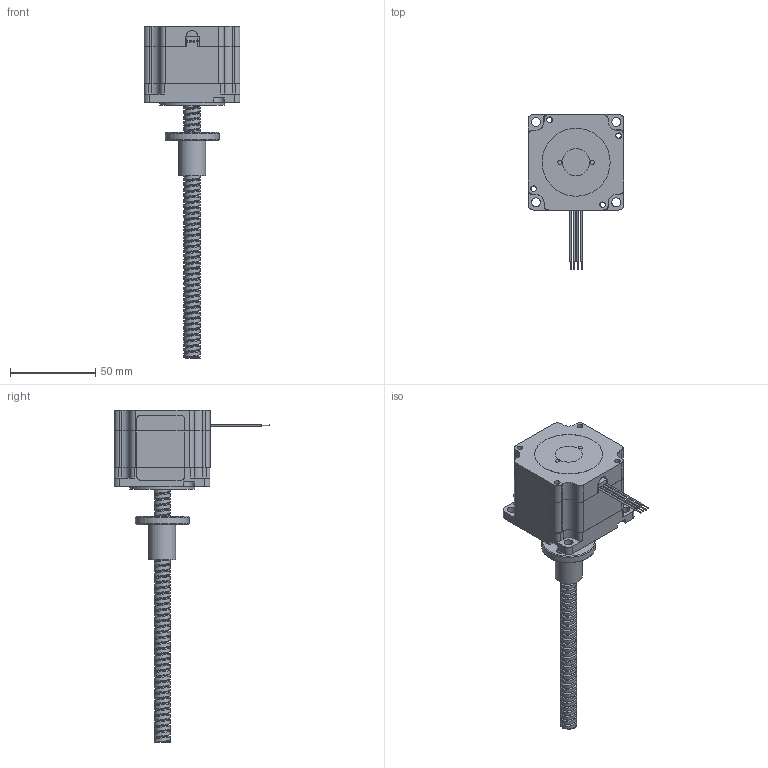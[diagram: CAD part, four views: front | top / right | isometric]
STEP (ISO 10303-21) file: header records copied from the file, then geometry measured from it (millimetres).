
FILE_DESCRIPTION(/* description */ (''),/* implementation_level */ '2;1');
FILE_NAME(/* name */ '23E21-150.stp',/* time_stamp */ '2020-08-06T10:16:14+08:00',/* author */ ('gj5217'),/* organization */ (''),/* preprocessor_version */ 'ST-DEVELOPER v16.1',/* originating_system */ 'Autodesk Inventor 2016',/* authorisation */ '');
FILE_SCHEMA (('AUTOMOTIVE_DESIGN { 1 0 10303 214 3 1 1 }'));
Length unit declared in the file: millimetre
Products named in the file (9): 02-026; 01-011; 06-009; 零件1; 06-019-2; 01-012(后盖); 57铭牌; 57单厚标签; 装配体3
Assembly tree (8 placements, depth 2):
  装配体3
    02-026
    01-011
    06-009
    零件1
    06-019-2
    01-012(后盖)
    57铭牌
    57单厚标签
Bounding box: 56.3 x 91.3 x 195.05 mm (x, y, z)
Volume: 77768.4 mm3; surface area: 62869.9 mm2
Topology: 8 solids, 10 shells, 735 faces, 2086 edges, 1389 vertices
Faces by surface type: cylinder 431, plane 289, cone 10, bspline 5
Full cylindrical faces by diameter (mm): 0.6 x4, 1 x4, 2.5 x4, 3 x2, 3.1 x4, 3.3 x12, 3.56 x3, 5.2 x4, 15.5 x1, 15.88 x1, 16 x1, 22 x1, 26 x1, 28 x3, 31.7 x1, 34.82 x2, 35.5 x2, 38.1 x1, 40 x1, 50.34 x1, 52.39 x1
Entity records: 34676 total; most frequent: CARTESIAN_POINT 14724, DIRECTION 4380, ORIENTED_EDGE 4010, EDGE_CURVE 2005, AXIS2_PLACEMENT_3D 1649, VERTEX_POINT 1372, LINE 1082, VECTOR 1082
